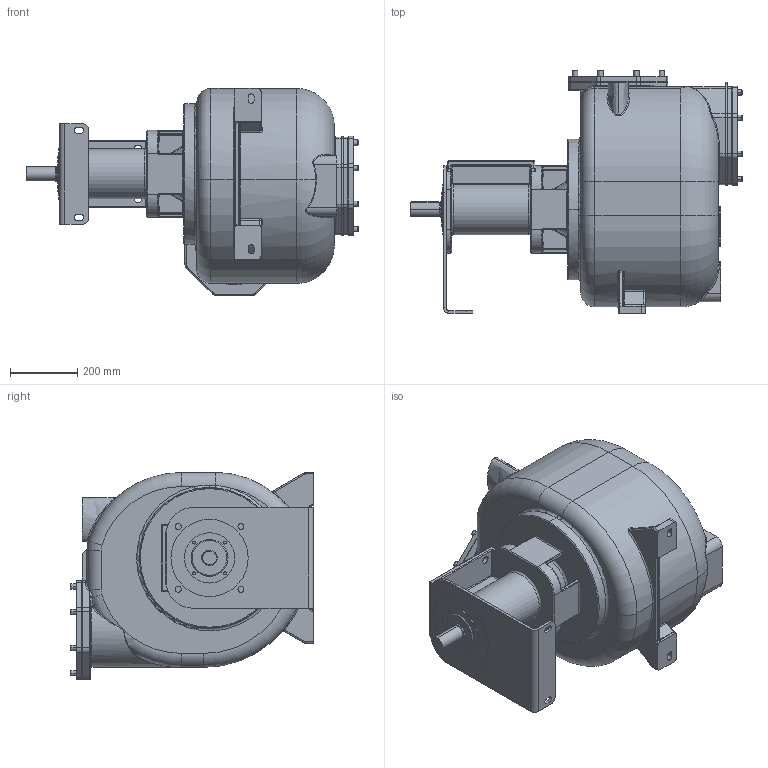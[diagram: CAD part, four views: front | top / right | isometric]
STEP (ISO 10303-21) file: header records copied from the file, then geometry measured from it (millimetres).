
FILE_DESCRIPTION((''),'2;1');
FILE_NAME('S230_B','2021-03-25T13:00:30',('Nicola'),(''),'CREO PARAMETRIC BY PTC INC, 2020342','CREO PARAMETRIC BY PTC INC, 2020342','');
FILE_SCHEMA(('CONFIG_CONTROL_DESIGN'));
Products named in the file (1): S230_B
Bounding box: 991 x 725 x 618 mm (x, y, z)
Volume: 149384597.2 mm3; surface area: 2666022.3 mm2
Topology: 2 solids, 2 shells, 1055 faces, 2498 edges, 1496 vertices
Faces by surface type: cylinder 445, plane 233, bspline 173, torus 138, cone 46, sphere 18, extrusion 2
Entity records: 49714 total; most frequent: CARTESIAN_POINT 25966, DIRECTION 5009, ORIENTED_EDGE 4980, EDGE_CURVE 2490, AXIS2_PLACEMENT_3D 2045, VERTEX_POINT 1496, EDGE_LOOP 1166, CIRCLE 1163
